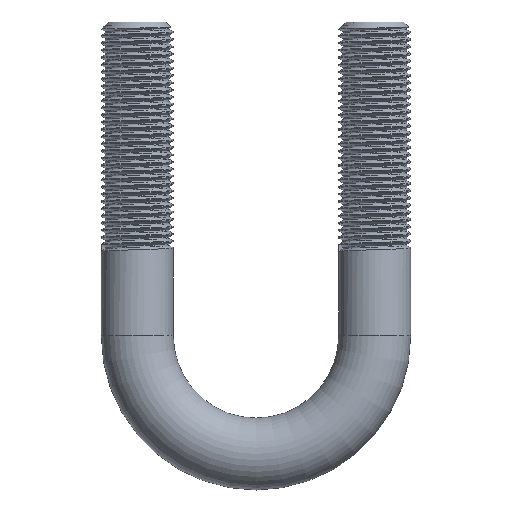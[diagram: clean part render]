
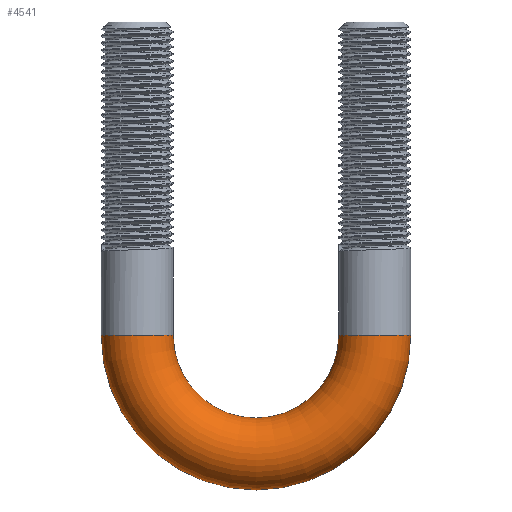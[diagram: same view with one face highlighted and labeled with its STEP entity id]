
A CAD part, front view. The second image highlights one B-rep face of the part: STEP entity #4541.
In plain terms, the highlighted toroidal (fillet/blend) face has major radius 16.5 mm and minor radius 5 mm.
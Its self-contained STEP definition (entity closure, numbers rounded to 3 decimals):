
#181 = ORIENTED_EDGE ( 'NONE', *, *, #3992, .T. ) ;
#1100 = DIRECTION ( 'NONE',  ( 0., 0., 1. ) ) ;
#1722 = CARTESIAN_POINT ( 'NONE',  ( 21.5, 0., -115.142 ) ) ;
#1907 = TOROIDAL_SURFACE ( 'NONE', #7254, 16.5, 5. ) ;
#2192 = DIRECTION ( 'NONE',  ( 1., 0., 0. ) ) ;
#2537 = DIRECTION ( 'NONE',  ( 0., 0., 1. ) ) ;
#2757 = AXIS2_PLACEMENT_3D ( 'NONE', #9307, #4874, #2537 ) ;
#3148 = ORIENTED_EDGE ( 'NONE', *, *, #9658, .F. ) ;
#3695 = AXIS2_PLACEMENT_3D ( 'NONE', #6415, #11853, #9824 ) ;
#3768 = ORIENTED_EDGE ( 'NONE', *, *, #9091, .T. ) ;
#3839 = AXIS2_PLACEMENT_3D ( 'NONE', #12080, #1100, #2192 ) ;
#3962 = DIRECTION ( 'NONE',  ( 0., 0., -1. ) ) ;
#3992 = EDGE_CURVE ( 'NONE', #9419, #10326, #7867, .T. ) ;
#4475 = CIRCLE ( 'NONE', #9121, 5. ) ;
#4541 = ADVANCED_FACE ( 'NONE', ( #5952 ), #1907, .T. ) ;
#4874 = DIRECTION ( 'NONE',  ( 0., 1., 0. ) ) ;
#5277 = CARTESIAN_POINT ( 'NONE',  ( -16.5, 0., -115.142 ) ) ;
#5561 = CIRCLE ( 'NONE', #3695, 21.5 ) ;
#5952 = FACE_OUTER_BOUND ( 'NONE', #10160, .T. ) ;
#6226 = DIRECTION ( 'NONE',  ( -1., 0., 0. ) ) ;
#6390 = EDGE_CURVE ( 'NONE', #9419, #12846, #14060, .T. ) ;
#6415 = CARTESIAN_POINT ( 'NONE',  ( 0., 0., -115.142 ) ) ;
#6727 = CARTESIAN_POINT ( 'NONE',  ( 11.5, 0., -115.142 ) ) ;
#7254 = AXIS2_PLACEMENT_3D ( 'NONE', #13639, #12471, #10373 ) ;
#7344 = CARTESIAN_POINT ( 'NONE',  ( -11.5, 0., -115.142 ) ) ;
#7867 = CIRCLE ( 'NONE', #2757, 11.5 ) ;
#9091 = EDGE_CURVE ( 'NONE', #10326, #10737, #4475, .T. ) ;
#9121 = AXIS2_PLACEMENT_3D ( 'NONE', #5277, #3962, #6226 ) ;
#9307 = CARTESIAN_POINT ( 'NONE',  ( 0., 0., -115.142 ) ) ;
#9419 = VERTEX_POINT ( 'NONE', #6727 ) ;
#9658 = EDGE_CURVE ( 'NONE', #12846, #10737, #5561, .T. ) ;
#9824 = DIRECTION ( 'NONE',  ( 0., 0., 1. ) ) ;
#10160 = EDGE_LOOP ( 'NONE', ( #3148, #13595, #181, #3768 ) ) ;
#10326 = VERTEX_POINT ( 'NONE', #7344 ) ;
#10373 = DIRECTION ( 'NONE',  ( 0., 0., 1. ) ) ;
#10737 = VERTEX_POINT ( 'NONE', #11805 ) ;
#11805 = CARTESIAN_POINT ( 'NONE',  ( -21.5, 0., -115.142 ) ) ;
#11853 = DIRECTION ( 'NONE',  ( 0., 1., 0. ) ) ;
#12080 = CARTESIAN_POINT ( 'NONE',  ( 16.5, 0., -115.142 ) ) ;
#12471 = DIRECTION ( 'NONE',  ( 0., 1., 0. ) ) ;
#12846 = VERTEX_POINT ( 'NONE', #1722 ) ;
#13595 = ORIENTED_EDGE ( 'NONE', *, *, #6390, .F. ) ;
#13639 = CARTESIAN_POINT ( 'NONE',  ( 0., 0., -115.142 ) ) ;
#14060 = CIRCLE ( 'NONE', #3839, 5. ) ;
